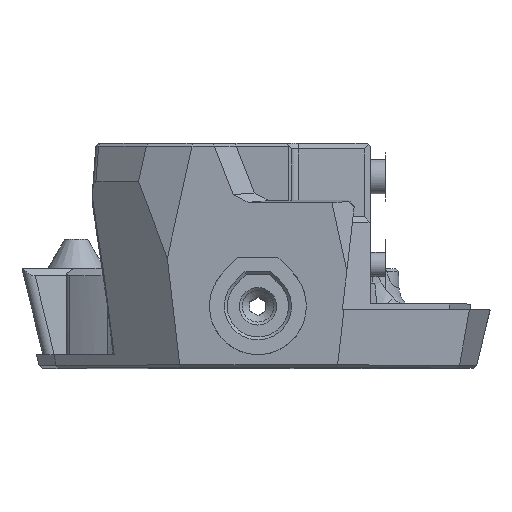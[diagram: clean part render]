
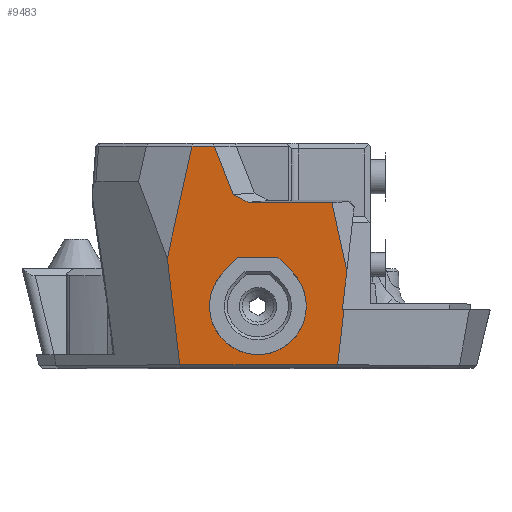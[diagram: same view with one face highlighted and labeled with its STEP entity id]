
A CAD part, top view. The second image highlights one B-rep face of the part: STEP entity #9483.
In plain terms, the highlighted planar face has unit normal (0, -0.087, 0.996).
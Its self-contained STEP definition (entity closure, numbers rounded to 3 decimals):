
#38=ELLIPSE('',#9982,6.624,6.599);
#262=FACE_BOUND('',#3337,.T.);
#581=LINE('',#14714,#1524);
#584=LINE('',#14720,#1527);
#587=LINE('',#14725,#1530);
#810=LINE('',#16351,#1753);
#813=LINE('',#16356,#1756);
#814=LINE('',#16359,#1757);
#816=LINE('',#16363,#1759);
#818=LINE('',#16367,#1761);
#820=LINE('',#16371,#1763);
#822=LINE('',#16375,#1765);
#824=LINE('',#16379,#1767);
#826=LINE('',#16383,#1769);
#830=LINE('',#16390,#1773);
#831=LINE('',#16392,#1774);
#832=LINE('',#16394,#1775);
#1524=VECTOR('',#11331,10.);
#1527=VECTOR('',#11336,10.);
#1530=VECTOR('',#11341,10.);
#1753=VECTOR('',#11920,10.);
#1756=VECTOR('',#11925,10.);
#1757=VECTOR('',#11928,10.);
#1759=VECTOR('',#11932,10.);
#1761=VECTOR('',#11936,10.);
#1763=VECTOR('',#11940,10.);
#1765=VECTOR('',#11944,10.);
#1767=VECTOR('',#11948,10.);
#1769=VECTOR('',#11952,10.);
#1773=VECTOR('',#11958,10.);
#1774=VECTOR('',#11961,10.);
#1775=VECTOR('',#11964,10.);
#2339=PLANE('',#10175);
#2775=FACE_OUTER_BOUND('',#3336,.T.);
#3336=EDGE_LOOP('',(#7784,#7785,#7786,#7787,#7788,#7789,#7790,#7791,#7792,
#7793,#7794,#7795));
#3337=EDGE_LOOP('',(#7796,#7797,#7798,#7799));
#4351=VERTEX_POINT('',#14705);
#4352=VERTEX_POINT('',#14707);
#4354=VERTEX_POINT('',#14713);
#4356=VERTEX_POINT('',#14719);
#4567=VERTEX_POINT('',#16348);
#4568=VERTEX_POINT('',#16350);
#4569=VERTEX_POINT('',#16354);
#4570=VERTEX_POINT('',#16358);
#4571=VERTEX_POINT('',#16362);
#4572=VERTEX_POINT('',#16366);
#4573=VERTEX_POINT('',#16370);
#4574=VERTEX_POINT('',#16374);
#4575=VERTEX_POINT('',#16378);
#4576=VERTEX_POINT('',#16382);
#4577=VERTEX_POINT('',#16386);
#4578=VERTEX_POINT('',#16388);
#5378=EDGE_CURVE('',#4352,#4351,#38,.T.);
#5381=EDGE_CURVE('',#4351,#4354,#581,.T.);
#5384=EDGE_CURVE('',#4354,#4356,#584,.T.);
#5387=EDGE_CURVE('',#4356,#4352,#587,.T.);
#5721=EDGE_CURVE('',#4567,#4568,#810,.T.);
#5724=EDGE_CURVE('',#4569,#4568,#813,.F.);
#5725=EDGE_CURVE('',#4569,#4570,#814,.T.);
#5727=EDGE_CURVE('',#4570,#4571,#816,.T.);
#5729=EDGE_CURVE('',#4572,#4571,#818,.F.);
#5731=EDGE_CURVE('',#4573,#4572,#820,.T.);
#5733=EDGE_CURVE('',#4574,#4573,#822,.F.);
#5735=EDGE_CURVE('',#4574,#4575,#824,.T.);
#5737=EDGE_CURVE('',#4575,#4576,#826,.T.);
#5741=EDGE_CURVE('',#4577,#4578,#830,.T.);
#5742=EDGE_CURVE('',#4567,#4577,#831,.T.);
#5743=EDGE_CURVE('',#4578,#4576,#832,.F.);
#7784=ORIENTED_EDGE('',*,*,#5742,.T.);
#7785=ORIENTED_EDGE('',*,*,#5741,.T.);
#7786=ORIENTED_EDGE('',*,*,#5743,.T.);
#7787=ORIENTED_EDGE('',*,*,#5737,.F.);
#7788=ORIENTED_EDGE('',*,*,#5735,.F.);
#7789=ORIENTED_EDGE('',*,*,#5733,.T.);
#7790=ORIENTED_EDGE('',*,*,#5731,.T.);
#7791=ORIENTED_EDGE('',*,*,#5729,.T.);
#7792=ORIENTED_EDGE('',*,*,#5727,.F.);
#7793=ORIENTED_EDGE('',*,*,#5725,.F.);
#7794=ORIENTED_EDGE('',*,*,#5724,.T.);
#7795=ORIENTED_EDGE('',*,*,#5721,.F.);
#7796=ORIENTED_EDGE('',*,*,#5378,.T.);
#7797=ORIENTED_EDGE('',*,*,#5381,.T.);
#7798=ORIENTED_EDGE('',*,*,#5384,.T.);
#7799=ORIENTED_EDGE('',*,*,#5387,.T.);
#9483=ADVANCED_FACE('',(#2775,#262),#2339,.T.);
#9982=AXIS2_PLACEMENT_3D('',#14708,#11324,#11325);
#10175=AXIS2_PLACEMENT_3D('',#16393,#11962,#11963);
#11324=DIRECTION('center_axis',(0.,0.087,
-0.996));
#11325=DIRECTION('ref_axis',(0.,-0.996,-0.087));
#11331=DIRECTION('',(0.706,0.706,0.062));
#11336=DIRECTION('',(1.,0.,0.));
#11341=DIRECTION('',(0.706,-0.706,-0.062));
#11920=DIRECTION('',(-0.114,0.99,0.087));
#11925=DIRECTION('',(0.214,0.973,0.085));
#11928=DIRECTION('',(0.955,0.296,0.026));
#11932=DIRECTION('',(1.,0.,0.));
#11936=DIRECTION('',(0.36,-0.929,-0.081));
#11940=DIRECTION('',(-0.888,0.459,0.04));
#11944=DIRECTION('',(1.,0.,0.));
#11948=DIRECTION('',(0.214,-0.973,-0.085));
#11952=DIRECTION('',(-0.114,-0.99,-0.087));
#11958=DIRECTION('',(0.114,0.99,0.087));
#11961=DIRECTION('',(1.,0.,0.));
#11962=DIRECTION('center_axis',(0.,-0.087,
0.996));
#11963=DIRECTION('ref_axis',(1.,0.,0.));
#11964=DIRECTION('',(1.,0.,0.));
#14705=CARTESIAN_POINT('',(-4.666,4.866,130.302));
#14707=CARTESIAN_POINT('',(4.666,4.866,130.302));
#14708=CARTESIAN_POINT('Origin',(0.,0.2,
129.893));
#14713=CARTESIAN_POINT('',(-2.733,6.798,130.471));
#14714=CARTESIAN_POINT('',(-3.711,5.821,130.385));
#14719=CARTESIAN_POINT('',(2.733,6.798,130.471));
#14720=CARTESIAN_POINT('',(1.282,6.798,130.471));
#14725=CARTESIAN_POINT('',(4.59,4.942,130.308));
#16348=CARTESIAN_POINT('',(-10.664,-7.802,129.193));
#16350=CARTESIAN_POINT('',(-12.342,6.743,130.466));
#16351=CARTESIAN_POINT('',(-11.444,-1.046,129.784));
#16354=CARTESIAN_POINT('',(-8.989,22.,131.801));
#16356=CARTESIAN_POINT('',(-11.395,11.053,130.843));
#16358=CARTESIAN_POINT('',(-8.984,22.002,131.801));
#16359=CARTESIAN_POINT('',(-12.684,20.853,131.7));
#16362=CARTESIAN_POINT('',(-5.926,22.002,131.801));
#16363=CARTESIAN_POINT('',(-3.588,22.002,131.801));
#16366=CARTESIAN_POINT('',(-3.369,15.407,131.224));
#16367=CARTESIAN_POINT('',(-0.215,7.273,130.512));
#16370=CARTESIAN_POINT('',(-1.34,14.359,131.132));
#16371=CARTESIAN_POINT('',(6.918,10.093,130.759));
#16374=CARTESIAN_POINT('',(10.068,14.359,131.132));
#16375=CARTESIAN_POINT('',(2.599,14.359,131.132));
#16378=CARTESIAN_POINT('',(12.119,5.027,130.316));
#16379=CARTESIAN_POINT('',(9.39,17.444,131.402));
#16382=CARTESIAN_POINT('',(11.51,-0.259,129.853));
#16383=CARTESIAN_POINT('',(11.767,1.975,130.049));
#16386=CARTESIAN_POINT('',(10.865,-7.802,129.193));
#16388=CARTESIAN_POINT('',(11.735,-0.259,129.853));
#16390=CARTESIAN_POINT('',(12.131,3.174,130.154));
#16392=CARTESIAN_POINT('',(-0.073,-7.802,129.193));
#16393=CARTESIAN_POINT('Origin',(-0.168,0.303,129.902));
#16394=CARTESIAN_POINT('',(10.388,-0.259,129.853));
